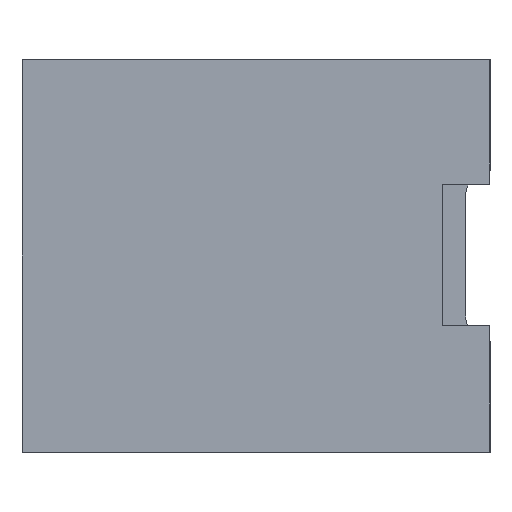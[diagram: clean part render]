
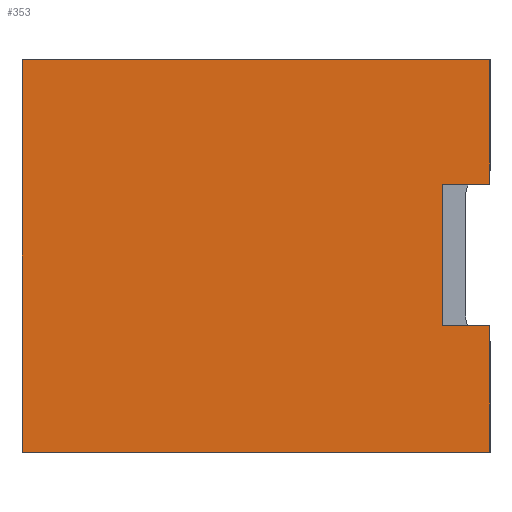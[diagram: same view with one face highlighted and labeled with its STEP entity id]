
A CAD part, left-side view. The second image highlights one B-rep face of the part: STEP entity #353.
In plain terms, the highlighted planar face has unit normal (-1, 0, 0).
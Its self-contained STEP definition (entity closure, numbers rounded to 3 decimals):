
#29=PLANE('',#389);
#47=FACE_OUTER_BOUND('',#65,.T.);
#65=EDGE_LOOP('',(#323,#324,#325,#326,#327,#328,#329,#330));
#77=LINE('',#513,#121);
#82=LINE('',#523,#126);
#90=LINE('',#539,#134);
#93=LINE('',#545,#137);
#96=LINE('',#550,#140);
#105=LINE('',#568,#149);
#109=LINE('',#576,#153);
#110=LINE('',#578,#154);
#121=VECTOR('',#419,10.);
#126=VECTOR('',#426,10.);
#134=VECTOR('',#438,10.);
#137=VECTOR('',#443,10.);
#140=VECTOR('',#448,10.);
#149=VECTOR('',#463,10.);
#153=VECTOR('',#475,10.);
#154=VECTOR('',#478,10.);
#170=VERTEX_POINT('',#510);
#171=VERTEX_POINT('',#512);
#174=VERTEX_POINT('',#520);
#175=VERTEX_POINT('',#522);
#181=VERTEX_POINT('',#538);
#183=VERTEX_POINT('',#544);
#189=VERTEX_POINT('',#565);
#190=VERTEX_POINT('',#567);
#205=EDGE_CURVE('',#170,#171,#77,.T.);
#210=EDGE_CURVE('',#174,#175,#82,.T.);
#218=EDGE_CURVE('',#170,#181,#90,.T.);
#221=EDGE_CURVE('',#181,#183,#93,.T.);
#224=EDGE_CURVE('',#183,#175,#96,.T.);
#233=EDGE_CURVE('',#189,#190,#105,.T.);
#237=EDGE_CURVE('',#174,#190,#109,.T.);
#238=EDGE_CURVE('',#171,#189,#110,.T.);
#323=ORIENTED_EDGE('',*,*,#224,.T.);
#324=ORIENTED_EDGE('',*,*,#210,.F.);
#325=ORIENTED_EDGE('',*,*,#237,.T.);
#326=ORIENTED_EDGE('',*,*,#233,.F.);
#327=ORIENTED_EDGE('',*,*,#238,.F.);
#328=ORIENTED_EDGE('',*,*,#205,.F.);
#329=ORIENTED_EDGE('',*,*,#218,.T.);
#330=ORIENTED_EDGE('',*,*,#221,.T.);
#353=ADVANCED_FACE('',(#47),#29,.T.);
#389=AXIS2_PLACEMENT_3D('',#577,#476,#477);
#419=DIRECTION('',(0.,0.,-1.));
#426=DIRECTION('',(0.,0.,-1.));
#438=DIRECTION('',(0.,1.,0.));
#443=DIRECTION('',(0.,0.,1.));
#448=DIRECTION('',(0.,-1.,0.));
#463=DIRECTION('',(0.,0.,1.));
#475=DIRECTION('',(0.,1.,0.));
#476=DIRECTION('center_axis',(-1.,0.,0.));
#477=DIRECTION('ref_axis',(0.,0.,1.));
#478=DIRECTION('',(0.,1.,0.));
#510=CARTESIAN_POINT('',(-60.2,2.861,-3.781));
#512=CARTESIAN_POINT('',(-60.2,2.861,-10.7));
#513=CARTESIAN_POINT('',(-60.2,2.861,-5.35));
#520=CARTESIAN_POINT('',(-60.2,2.861,10.7));
#522=CARTESIAN_POINT('',(-60.2,2.861,3.919));
#523=CARTESIAN_POINT('',(-60.2,2.861,-5.35));
#538=CARTESIAN_POINT('',(-60.2,5.461,-3.781));
#539=CARTESIAN_POINT('',(-60.2,4.161,-3.781));
#544=CARTESIAN_POINT('',(-60.2,5.461,3.919));
#545=CARTESIAN_POINT('',(-60.2,5.461,-3.391));
#550=CARTESIAN_POINT('',(-60.2,2.861,3.919));
#565=CARTESIAN_POINT('',(-60.2,28.361,-10.7));
#567=CARTESIAN_POINT('',(-60.2,28.361,10.7));
#568=CARTESIAN_POINT('',(-60.2,28.361,-5.35));
#576=CARTESIAN_POINT('',(-60.2,2.861,10.7));
#577=CARTESIAN_POINT('Origin',(-60.2,2.861,-10.7));
#578=CARTESIAN_POINT('',(-60.2,2.861,-10.7));
